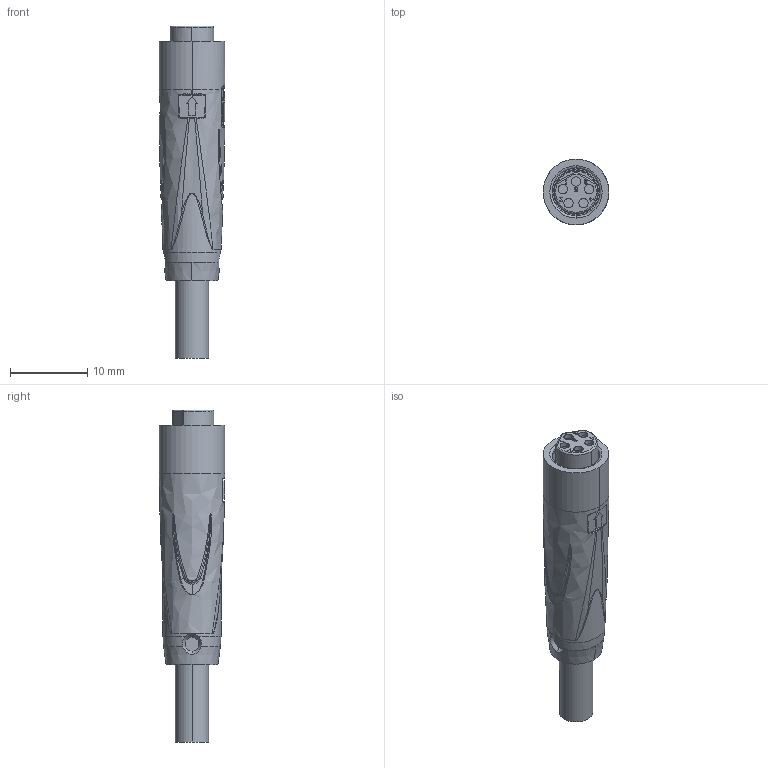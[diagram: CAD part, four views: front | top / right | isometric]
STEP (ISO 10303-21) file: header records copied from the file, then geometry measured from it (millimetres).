
FILE_DESCRIPTION((''),'2;1');
FILE_NAME('CAD-7075_SW0001','2020-10-22T11:35:50',('creinig-se'),(''),'CREO PARAMETRIC BY PTC INC, 2019292','CREO PARAMETRIC BY PTC INC, 2019292','');
FILE_SCHEMA(('CONFIG_CONTROL_DESIGN','SHAPE_APPEARANCE_LAYERS_GROUPS'));
Length unit declared in the file: millimetre
Products named in the file (1): CAD-7075_SW0001
Bounding box: 8.5 x 8.5 x 42.86 mm (x, y, z)
Volume: 1668.2 mm3; surface area: 1346.1 mm2
Topology: 1 solids, 1 shells, 381 faces, 980 edges, 626 vertices
Faces by surface type: plane 203, bspline 93, cylinder 48, torus 26, cone 9, sphere 2
Entity records: 23293 total; most frequent: CARTESIAN_POINT 11999, ORIENTED_EDGE 1950, DIRECTION 1476, EDGE_CURVE 975, VERTEX_POINT 620, VECTOR 534, LINE 534, AXIS2_PLACEMENT_3D 471
